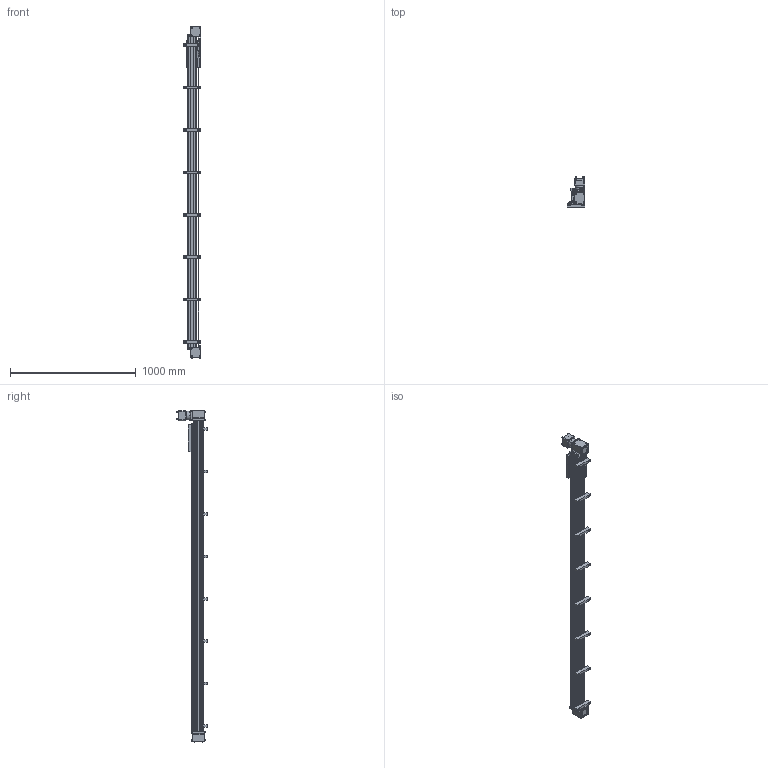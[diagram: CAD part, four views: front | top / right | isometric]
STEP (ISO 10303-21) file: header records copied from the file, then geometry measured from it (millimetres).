
FILE_DESCRIPTION (( 'STEP AP203' ), '1' );
FILE_NAME ('MXB50P_BWS40_SK87.000_MXB-495377-1.step', '2025-08-19T16:02:46', ( '' ), ( '' ), 'SwSTEP 2.0', 'SolidWorks 2024', '' );
FILE_SCHEMA (( 'CONFIG_CONTROL_DESIGN' ));
Length unit declared in the file: inch
Products named in the file (6): MXB50P_BWS40_SK87.000_MXB-495377-1; 83509016_MXB50P_BWS40_SK87.000_MXB-495377-1; tempJoin0_45109055_MXB50P_BWS40_SK87.000_MXB-495377-1; tempJoin5_44109204_MXB50P_BWS40_SK87.000_MXB-495377-1; 85509801_MXB50P_BWS40_SK87.000_MXB-495377-1; Base_MXB50P_BWS40_SK87.000_MXB-495377-1
Assembly tree (12 placements, depth 2):
  MXB50P_BWS40_SK87.000_MXB-495377-1
    85509801_MXB50P_BWS40_SK87.000_MXB-495377-1
    83509016_MXB50P_BWS40_SK87.000_MXB-495377-1  x8
    tempJoin5_44109204_MXB50P_BWS40_SK87.000_MXB-495377-1
    tempJoin0_45109055_MXB50P_BWS40_SK87.000_MXB-495377-1
    Base_MXB50P_BWS40_SK87.000_MXB-495377-1
Bounding box: 142.32 x 243.99 x 2639.58 mm (x, y, z)
Volume: 19133453.7 mm3; surface area: 2120044.1 mm2
Topology: 12 solids, 49 shells, 4015 faces, 9762 edges, 6050 vertices
Faces by surface type: plane 2129, cylinder 1332, sphere 204, cone 154, torus 146, bspline 50
Full cylindrical faces by diameter (mm): 2 x8, 2.3 x38, 2.362 x4, 3.454 x1, 3.5 x8, 4 x1, 4.2 x17, 4.318 x1, 4.5 x82, 4.572 x2, 4.7 x16, 4.907 x4, 5 x24, 5.001 x4, 5.29 x12, 5.3 x12, 5.69 x4, 5.999 x4, 6 x24, 6.528 x8, 6.858 x4, 7 x11, 7.137 x16, 7.14 x16, 7.5 x82, 7.938 x2, 8 x2, 8.128 x2, 8.5 x6, 9.25 x4
Entity records: 89609 total; most frequent: CARTESIAN_POINT 22157, DIRECTION 13763, ORIENTED_EDGE 12774, EDGE_CURVE 6387, AXIS2_PLACEMENT_3D 4971, VERTEX_POINT 4463, EDGE_LOOP 4108, VECTOR 3821
